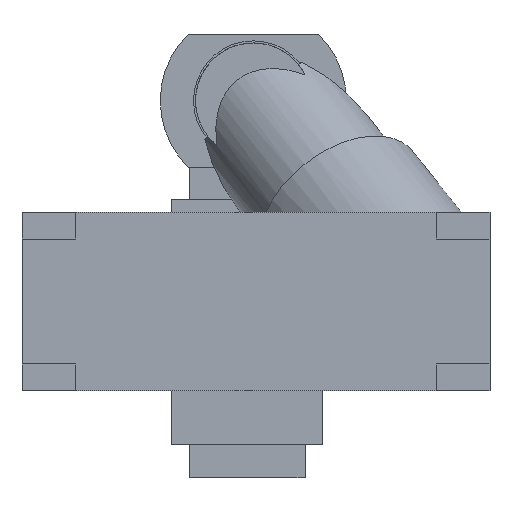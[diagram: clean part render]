
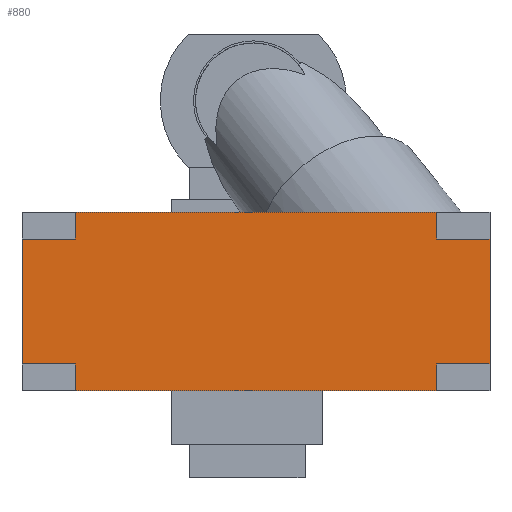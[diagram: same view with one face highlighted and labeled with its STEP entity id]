
A CAD part, front view. The second image highlights one B-rep face of the part: STEP entity #880.
In plain terms, the highlighted planar face has unit normal (0, -1, 0).
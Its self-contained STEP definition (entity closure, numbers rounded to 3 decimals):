
#880=ADVANCED_FACE('',(#1004),#944,.T.);
#944=PLANE('',#1952);
#1004=FACE_OUTER_BOUND('',#1083,.T.);
#1083=EDGE_LOOP('',(#1335,#1336,#1337,#1338));
#1335=ORIENTED_EDGE('',*,*,#1616,.T.);
#1336=ORIENTED_EDGE('',*,*,#1605,.T.);
#1337=ORIENTED_EDGE('',*,*,#1617,.F.);
#1338=ORIENTED_EDGE('',*,*,#1618,.F.);
#1470=VERTEX_POINT('',#2580);
#1471=VERTEX_POINT('',#2582);
#1479=VERTEX_POINT('',#2603);
#1480=VERTEX_POINT('',#2605);
#1605=EDGE_CURVE('',#1471,#1470,#1727,.T.);
#1616=EDGE_CURVE('',#1479,#1471,#1735,.T.);
#1617=EDGE_CURVE('',#1480,#1470,#1736,.T.);
#1618=EDGE_CURVE('',#1479,#1480,#1737,.T.);
#1727=LINE('',#2581,#1842);
#1735=LINE('',#2602,#1850);
#1736=LINE('',#2604,#1851);
#1737=LINE('',#2606,#1852);
#1842=VECTOR('',#2229,1.0);
#1850=VECTOR('',#2247,1.0);
#1851=VECTOR('',#2248,1.0);
#1852=VECTOR('',#2249,1.0);
#1952=AXIS2_PLACEMENT_3D('',#2607,#2250,#2251);
#2229=DIRECTION('',(-1.0,0.0,0.0));
#2247=DIRECTION('',(0.0,0.0,1.0));
#2248=DIRECTION('',(0.0,0.0,1.0));
#2249=DIRECTION('',(-1.0,0.0,0.0));
#2250=DIRECTION('',(0.0,-1.0,0.0));
#2251=DIRECTION('',(0.0,0.0,1.0));
#2580=CARTESIAN_POINT('',(-860.0,0.0,45.0));
#2581=CARTESIAN_POINT('',(900.0,0.0,45.0));
#2582=CARTESIAN_POINT('',(900.0,0.0,45.0));
#2602=CARTESIAN_POINT('',(900.0,0.0,-625.0));
#2603=CARTESIAN_POINT('',(900.0,0.0,-625.0));
#2604=CARTESIAN_POINT('',(-860.0,0.0,-625.0));
#2605=CARTESIAN_POINT('',(-860.0,0.0,-625.0));
#2606=CARTESIAN_POINT('',(900.0,0.0,-625.0));
#2607=CARTESIAN_POINT('',(900.0,0.0,-625.0));
